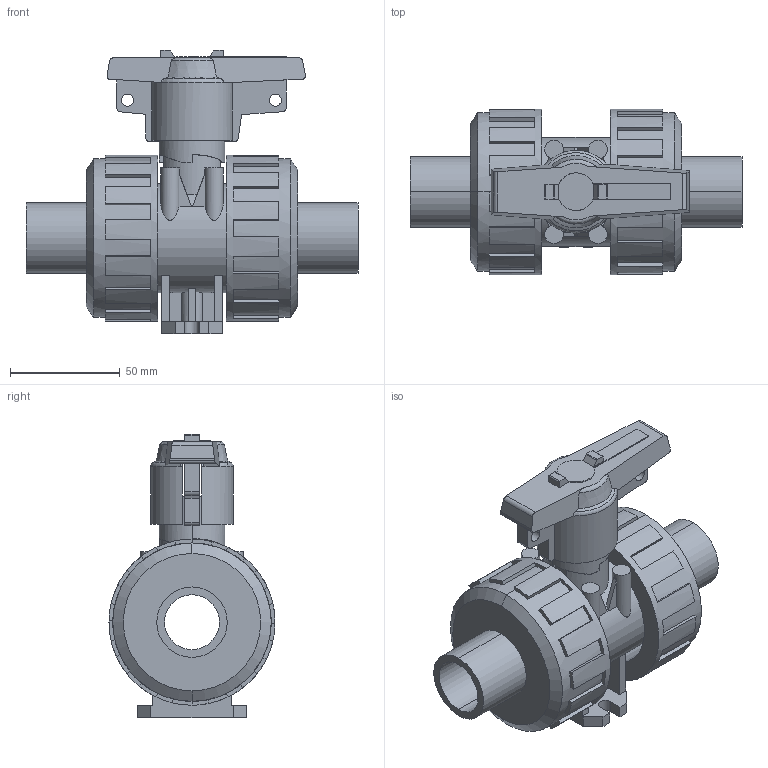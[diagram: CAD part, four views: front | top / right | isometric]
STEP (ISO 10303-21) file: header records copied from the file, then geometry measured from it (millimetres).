
FILE_DESCRIPTION(('STEP AP214'),'1');
FILE_NAME('cctmp_72404C87-6B1C-4785-B0B0-DBEB6DAEDB73_2018_11_21_8_38_5_908..stp','2018-11-21T07:38:06',('Praher Valves GmbH'),('CADClick - www.CADClick.com'),'Spatial InterOp 3D',' ','unknown authorization');
FILE_SCHEMA(('AUTOMOTIVE_DESIGN'));
Length unit declared in the file: millimetre
Products named in the file (1): 124101
Bounding box: 151 x 75.5 x 129 mm (x, y, z)
Volume: 360851.5 mm3; surface area: 89633.8 mm2
Topology: 1 solids, 1 shells, 336 faces, 966 edges, 640 vertices
Faces by surface type: plane 252, cylinder 62, cone 16, torus 6
Entity records: 14411 total; most frequent: CARTESIAN_POINT 2716, ORIENTED_EDGE 1932, DIRECTION 1882, EDGE_CURVE 966, AXIS2_PLACEMENT_3D 645, VERTEX_POINT 640, LINE 592, VECTOR 592
